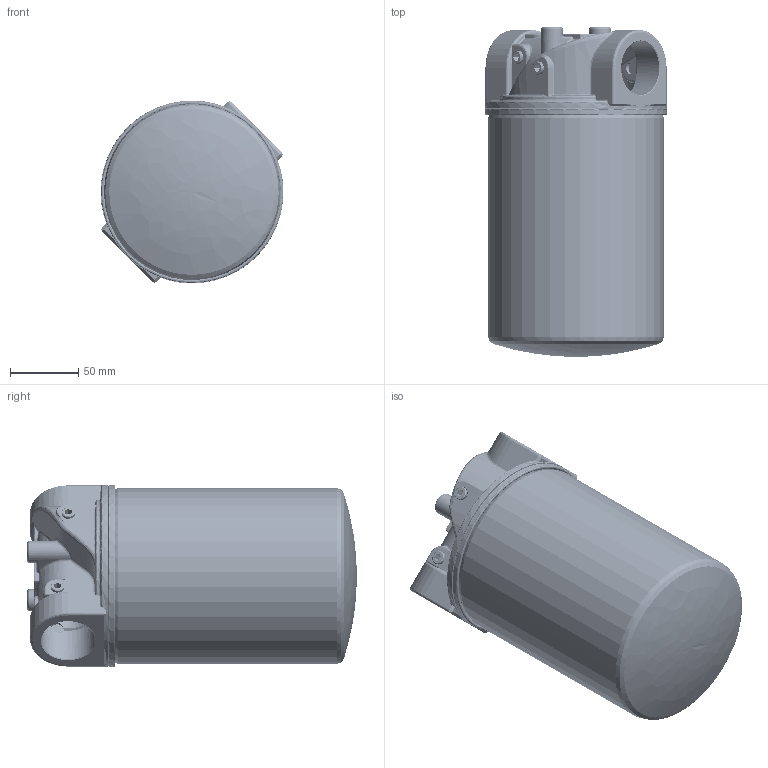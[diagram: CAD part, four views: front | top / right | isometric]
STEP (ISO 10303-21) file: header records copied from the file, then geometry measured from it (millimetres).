
FILE_DESCRIPTION(('STEP AP203'),'2;1');
FILE_NAME('OMTI10.stp','2015-04-29T11:55:30',(''),(''),'2012.1.115','THINKDESIGN','');
FILE_SCHEMA(('CONFIG_CONTROL_DESIGN'));
Bounding box: 134 x 241.43 x 134 mm (x, y, z)
Volume: 460819.7 mm3; surface area: 931545.1 mm2
Topology: 14 solids, 14 shells, 2291 faces, 8563 edges, 6264 vertices
Faces by surface type: cylinder 1409, plane 458, bspline 424
Full cylindrical faces by diameter (mm): 2.4 x8, 3 x980, 6.75 x2, 8.8 x4, 9 x1, 9.728 x4, 15 x8, 16 x2, 25 x1, 26 x1, 28.5 x1, 30 x1, 33 x1, 38.1 x1, 39.5 x3, 41.91 x1, 45.8 x1, 47 x1, 54.3 x1, 55.5 x1, 68.8 x1, 70 x1, 74.2 x1, 75 x1, 95 x1, 95.8 x1, 97 x1, 97.5 x1, 107 x2, 108.2 x1
Entity records: 163166 total; most frequent: CARTESIAN_POINT 94895, ORIENTED_EDGE 16880, DIRECTION 9077, EDGE_CURVE 8440, VERTEX_POINT 6216, B_SPLINE_CURVE_WITH_KNOTS 4547, EDGE_LOOP 4296, AXIS2_PLACEMENT_3D 3305
